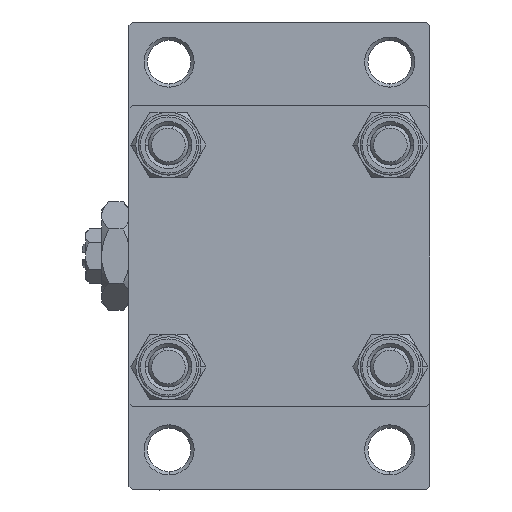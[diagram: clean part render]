
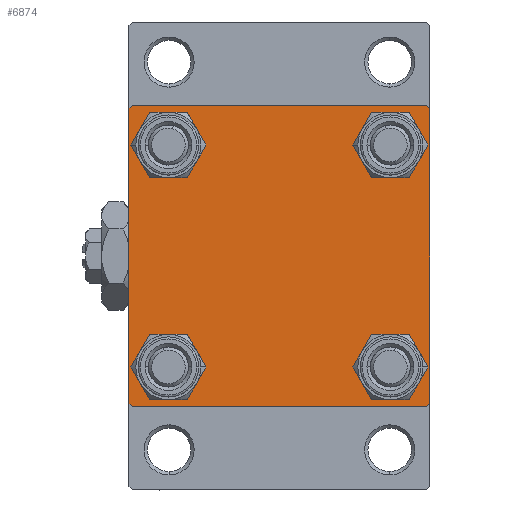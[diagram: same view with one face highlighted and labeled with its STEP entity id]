
A CAD part, left-side view. The second image highlights one B-rep face of the part: STEP entity #6874.
In plain terms, the highlighted planar face has unit normal (-1, 0, 0).
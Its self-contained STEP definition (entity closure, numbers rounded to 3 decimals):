
#254 = DIRECTION ( 'NONE',  ( 1., 0., 0. ) ) ;
#410 = CIRCLE ( 'NONE', #46436, 3.5 ) ;
#1078 = CARTESIAN_POINT ( 'NONE',  ( 0., 22., 22.5 ) ) ;
#2103 = CARTESIAN_POINT ( 'NONE',  ( 0., 16.6, 13.1 ) ) ;
#2169 = VERTEX_POINT ( 'NONE', #29877 ) ;
#2190 = VECTOR ( 'NONE', #11076, 1000. ) ;
#3287 = CARTESIAN_POINT ( 'NONE',  ( 0., -16.6, -20.1 ) ) ;
#3312 = FACE_BOUND ( 'NONE', #44092, .T. ) ;
#3392 = ORIENTED_EDGE ( 'NONE', *, *, #32726, .T. ) ;
#3560 = DIRECTION ( 'NONE',  ( 0., 0.707, -0.707 ) ) ;
#4332 = EDGE_LOOP ( 'NONE', ( #14228, #19147 ) ) ;
#4565 = DIRECTION ( 'NONE',  ( 0., -0.707, 0.707 ) ) ;
#5202 = CARTESIAN_POINT ( 'NONE',  ( 0., 22.5, 22.5 ) ) ;
#5552 = EDGE_LOOP ( 'NONE', ( #39936, #26792 ) ) ;
#5968 = CARTESIAN_POINT ( 'NONE',  ( 0., 16.6, 16.6 ) ) ;
#6295 = FACE_BOUND ( 'NONE', #5552, .T. ) ;
#6343 = DIRECTION ( 'NONE',  ( 1., 0., 0. ) ) ;
#6385 = VECTOR ( 'NONE', #18268, 1000. ) ;
#6874 = ADVANCED_FACE ( 'NONE', ( #40323, #6295, #34551, #3312, #22423 ), #38042, .T. ) ;
#7177 = EDGE_CURVE ( 'NONE', #16271, #10544, #35722, .T. ) ;
#7302 = EDGE_CURVE ( 'NONE', #2169, #13284, #41364, .T. ) ;
#8091 = CARTESIAN_POINT ( 'NONE',  ( 0., -22., -22.5 ) ) ;
#8632 = VERTEX_POINT ( 'NONE', #17702 ) ;
#9328 = DIRECTION ( 'NONE',  ( 0., 0., 1. ) ) ;
#9440 = EDGE_CURVE ( 'NONE', #44379, #48632, #43757, .T. ) ;
#10544 = VERTEX_POINT ( 'NONE', #3287 ) ;
#11076 = DIRECTION ( 'NONE',  ( 0., 0., -1. ) ) ;
#11091 = AXIS2_PLACEMENT_3D ( 'NONE', #18935, #19421, #45506 ) ;
#11669 = DIRECTION ( 'NONE',  ( 0., 0., -1. ) ) ;
#11914 = ORIENTED_EDGE ( 'NONE', *, *, #12967, .T. ) ;
#12417 = CIRCLE ( 'NONE', #14796, 3.5 ) ;
#12967 = EDGE_CURVE ( 'NONE', #8632, #40154, #48510, .T. ) ;
#13284 = VERTEX_POINT ( 'NONE', #29960 ) ;
#13395 = EDGE_CURVE ( 'NONE', #47250, #48548, #21463, .T. ) ;
#13458 = CARTESIAN_POINT ( 'NONE',  ( 0., -16.6, 16.6 ) ) ;
#13871 = ORIENTED_EDGE ( 'NONE', *, *, #33605, .T. ) ;
#14145 = CIRCLE ( 'NONE', #41907, 3.5 ) ;
#14228 = ORIENTED_EDGE ( 'NONE', *, *, #9440, .T. ) ;
#14276 = CARTESIAN_POINT ( 'NONE',  ( 0., 16.6, -13.1 ) ) ;
#14334 = LINE ( 'NONE', #34105, #29712 ) ;
#14482 = DIRECTION ( 'NONE',  ( 0., 0., 1. ) ) ;
#14796 = AXIS2_PLACEMENT_3D ( 'NONE', #37814, #41791, #14482 ) ;
#15447 = LINE ( 'NONE', #33351, #33056 ) ;
#16167 = CARTESIAN_POINT ( 'NONE',  ( 0., -16.6, -13.1 ) ) ;
#16271 = VERTEX_POINT ( 'NONE', #16167 ) ;
#16412 = VECTOR ( 'NONE', #35863, 1000. ) ;
#16876 = ORIENTED_EDGE ( 'NONE', *, *, #20104, .T. ) ;
#17131 = DIRECTION ( 'NONE',  ( 1., 0., 0. ) ) ;
#17229 = DIRECTION ( 'NONE',  ( 0., -0.707, -0.707 ) ) ;
#17702 = CARTESIAN_POINT ( 'NONE',  ( 0., -16.6, 13.1 ) ) ;
#18209 = CARTESIAN_POINT ( 'NONE',  ( 0., -16.6, 16.6 ) ) ;
#18268 = DIRECTION ( 'NONE',  ( 0., 0.707, 0.707 ) ) ;
#18935 = CARTESIAN_POINT ( 'NONE',  ( 0., 0., 0. ) ) ;
#19147 = ORIENTED_EDGE ( 'NONE', *, *, #33609, .T. ) ;
#19421 = DIRECTION ( 'NONE',  ( -1., 0., 0. ) ) ;
#20104 = EDGE_CURVE ( 'NONE', #22198, #46455, #14334, .T. ) ;
#20226 = CARTESIAN_POINT ( 'NONE',  ( 0., 22.5, 22.5 ) ) ;
#20598 = CARTESIAN_POINT ( 'NONE',  ( 0., 22.5, -22. ) ) ;
#21463 = LINE ( 'NONE', #28912, #35821 ) ;
#22127 = EDGE_LOOP ( 'NONE', ( #25144, #23525, #3392, #16876, #25578, #26636, #23594, #13871 ) ) ;
#22198 = VERTEX_POINT ( 'NONE', #8091 ) ;
#22423 = FACE_OUTER_BOUND ( 'NONE', #22127, .T. ) ;
#22471 = EDGE_LOOP ( 'NONE', ( #23091, #11914 ) ) ;
#22545 = CARTESIAN_POINT ( 'NONE',  ( 0., -16.6, -16.6 ) ) ;
#22574 = AXIS2_PLACEMENT_3D ( 'NONE', #18209, #33826, #45272 ) ;
#22772 = EDGE_CURVE ( 'NONE', #36392, #45120, #410, .T. ) ;
#22791 = CARTESIAN_POINT ( 'NONE',  ( 0., 16.6, -20.1 ) ) ;
#23083 = DIRECTION ( 'NONE',  ( 0., 0., 1. ) ) ;
#23091 = ORIENTED_EDGE ( 'NONE', *, *, #25343, .T. ) ;
#23525 = ORIENTED_EDGE ( 'NONE', *, *, #13395, .T. ) ;
#23594 = ORIENTED_EDGE ( 'NONE', *, *, #34684, .F. ) ;
#25144 = ORIENTED_EDGE ( 'NONE', *, *, #46050, .T. ) ;
#25297 = DIRECTION ( 'NONE',  ( 1., 0., 0. ) ) ;
#25343 = EDGE_CURVE ( 'NONE', #40154, #8632, #43999, .T. ) ;
#25492 = CARTESIAN_POINT ( 'NONE',  ( 0., -22.25, 22.25 ) ) ;
#25510 = AXIS2_PLACEMENT_3D ( 'NONE', #13458, #47244, #46752 ) ;
#25578 = ORIENTED_EDGE ( 'NONE', *, *, #35265, .F. ) ;
#26636 = ORIENTED_EDGE ( 'NONE', *, *, #7302, .T. ) ;
#26792 = ORIENTED_EDGE ( 'NONE', *, *, #41204, .T. ) ;
#26835 = ORIENTED_EDGE ( 'NONE', *, *, #42961, .T. ) ;
#27021 = VECTOR ( 'NONE', #11669, 1000. ) ;
#28474 = ORIENTED_EDGE ( 'NONE', *, *, #22772, .T. ) ;
#28568 = DIRECTION ( 'NONE',  ( 0., 0., 1. ) ) ;
#28575 = AXIS2_PLACEMENT_3D ( 'NONE', #30531, #254, #23083 ) ;
#28912 = CARTESIAN_POINT ( 'NONE',  ( 0., 22.25, -22.25 ) ) ;
#29304 = CIRCLE ( 'NONE', #32461, 3.5 ) ;
#29474 = LINE ( 'NONE', #33670, #2190 ) ;
#29712 = VECTOR ( 'NONE', #4565, 1000. ) ;
#29877 = CARTESIAN_POINT ( 'NONE',  ( 0., -22.5, 22. ) ) ;
#29960 = CARTESIAN_POINT ( 'NONE',  ( 0., -22., 22.5 ) ) ;
#30531 = CARTESIAN_POINT ( 'NONE',  ( 0., -16.6, -16.6 ) ) ;
#31273 = LINE ( 'NONE', #5202, #27021 ) ;
#31409 = VECTOR ( 'NONE', #39938, 1000. ) ;
#32461 = AXIS2_PLACEMENT_3D ( 'NONE', #43671, #25297, #36709 ) ;
#32726 = EDGE_CURVE ( 'NONE', #48548, #22198, #47384, .T. ) ;
#33056 = VECTOR ( 'NONE', #3560, 1000. ) ;
#33351 = CARTESIAN_POINT ( 'NONE',  ( 0., 22.25, 22.25 ) ) ;
#33605 = EDGE_CURVE ( 'NONE', #41626, #47358, #15447, .T. ) ;
#33609 = EDGE_CURVE ( 'NONE', #48632, #44379, #12417, .T. ) ;
#33670 = CARTESIAN_POINT ( 'NONE',  ( 0., -22.5, 22.5 ) ) ;
#33826 = DIRECTION ( 'NONE',  ( 1., 0., 0. ) ) ;
#34105 = CARTESIAN_POINT ( 'NONE',  ( 0., -22.25, -22.25 ) ) ;
#34186 = DIRECTION ( 'NONE',  ( 1., 0., 0. ) ) ;
#34551 = FACE_BOUND ( 'NONE', #4332, .T. ) ;
#34684 = EDGE_CURVE ( 'NONE', #41626, #13284, #47053, .T. ) ;
#34969 = AXIS2_PLACEMENT_3D ( 'NONE', #43355, #6343, #9328 ) ;
#35265 = EDGE_CURVE ( 'NONE', #2169, #46455, #29474, .T. ) ;
#35722 = CIRCLE ( 'NONE', #28575, 3.5 ) ;
#35821 = VECTOR ( 'NONE', #17229, 1000. ) ;
#35863 = DIRECTION ( 'NONE',  ( 0., -1., 0. ) ) ;
#36392 = VERTEX_POINT ( 'NONE', #2103 ) ;
#36703 = CARTESIAN_POINT ( 'NONE',  ( 0., 22.5, -22.5 ) ) ;
#36709 = DIRECTION ( 'NONE',  ( 0., 0., 1. ) ) ;
#37692 = DIRECTION ( 'NONE',  ( 0., 0., 1. ) ) ;
#37814 = CARTESIAN_POINT ( 'NONE',  ( 0., 16.6, -16.6 ) ) ;
#38042 = PLANE ( 'NONE',  #11091 ) ;
#39936 = ORIENTED_EDGE ( 'NONE', *, *, #7177, .T. ) ;
#39938 = DIRECTION ( 'NONE',  ( 0., -1., 0. ) ) ;
#40154 = VERTEX_POINT ( 'NONE', #41834 ) ;
#40323 = FACE_BOUND ( 'NONE', #22471, .T. ) ;
#40705 = CARTESIAN_POINT ( 'NONE',  ( 0., 22., -22.5 ) ) ;
#41204 = EDGE_CURVE ( 'NONE', #10544, #16271, #14145, .T. ) ;
#41364 = LINE ( 'NONE', #25492, #6385 ) ;
#41626 = VERTEX_POINT ( 'NONE', #1078 ) ;
#41791 = DIRECTION ( 'NONE',  ( 1., 0., 0. ) ) ;
#41834 = CARTESIAN_POINT ( 'NONE',  ( 0., -16.6, 20.1 ) ) ;
#41907 = AXIS2_PLACEMENT_3D ( 'NONE', #22545, #34186, #37692 ) ;
#41908 = CARTESIAN_POINT ( 'NONE',  ( 0., -22.5, -22. ) ) ;
#42382 = CARTESIAN_POINT ( 'NONE',  ( 0., 16.6, 20.1 ) ) ;
#42961 = EDGE_CURVE ( 'NONE', #45120, #36392, #29304, .T. ) ;
#43355 = CARTESIAN_POINT ( 'NONE',  ( 0., 16.6, -16.6 ) ) ;
#43671 = CARTESIAN_POINT ( 'NONE',  ( 0., 16.6, 16.6 ) ) ;
#43757 = CIRCLE ( 'NONE', #34969, 3.5 ) ;
#43999 = CIRCLE ( 'NONE', #22574, 3.5 ) ;
#44092 = EDGE_LOOP ( 'NONE', ( #26835, #28474 ) ) ;
#44379 = VERTEX_POINT ( 'NONE', #14276 ) ;
#44781 = CARTESIAN_POINT ( 'NONE',  ( 0., 22.5, 22. ) ) ;
#45120 = VERTEX_POINT ( 'NONE', #42382 ) ;
#45272 = DIRECTION ( 'NONE',  ( 0., 0., 1. ) ) ;
#45506 = DIRECTION ( 'NONE',  ( 0., 0., 1. ) ) ;
#46050 = EDGE_CURVE ( 'NONE', #47358, #47250, #31273, .T. ) ;
#46436 = AXIS2_PLACEMENT_3D ( 'NONE', #5968, #17131, #28568 ) ;
#46455 = VERTEX_POINT ( 'NONE', #41908 ) ;
#46752 = DIRECTION ( 'NONE',  ( 0., 0., 1. ) ) ;
#47053 = LINE ( 'NONE', #20226, #16412 ) ;
#47244 = DIRECTION ( 'NONE',  ( 1., 0., 0. ) ) ;
#47250 = VERTEX_POINT ( 'NONE', #20598 ) ;
#47358 = VERTEX_POINT ( 'NONE', #44781 ) ;
#47384 = LINE ( 'NONE', #36703, #31409 ) ;
#48510 = CIRCLE ( 'NONE', #25510, 3.5 ) ;
#48548 = VERTEX_POINT ( 'NONE', #40705 ) ;
#48632 = VERTEX_POINT ( 'NONE', #22791 ) ;
